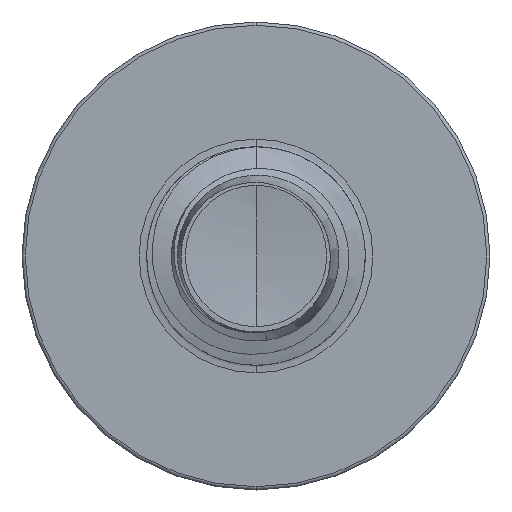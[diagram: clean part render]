
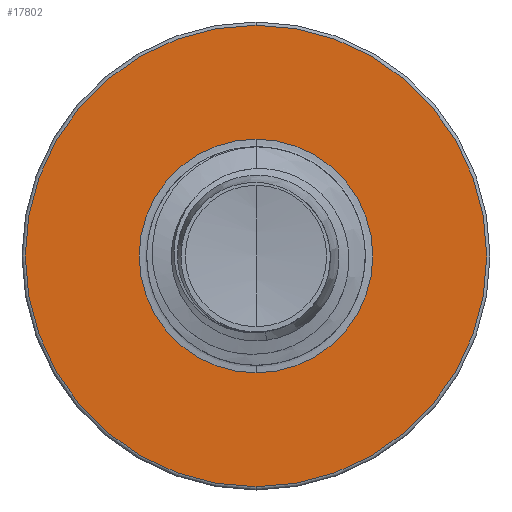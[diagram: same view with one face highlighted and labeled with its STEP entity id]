
A CAD part, front view. The second image highlights one B-rep face of the part: STEP entity #17802.
In plain terms, the highlighted planar face has unit normal (0, -1, 0).
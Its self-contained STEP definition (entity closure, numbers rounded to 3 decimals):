
#396 = CIRCLE ( 'NONE', #17328, 1.872 ) ;
#795 = AXIS2_PLACEMENT_3D ( 'NONE', #2450, #2422, #2416 ) ;
#2298 = CARTESIAN_POINT ( 'NONE',  ( 0., 10., -1.872 ) ) ;
#2325 = VERTEX_POINT ( 'NONE', #5728 ) ;
#2416 = DIRECTION ( 'NONE',  ( 0., 0., 1. ) ) ;
#2422 = DIRECTION ( 'NONE',  ( 0., 1., 0. ) ) ;
#2450 = CARTESIAN_POINT ( 'NONE',  ( 0., 10., 0. ) ) ;
#3158 = DIRECTION ( 'NONE',  ( 0., 0., 1. ) ) ;
#3161 = DIRECTION ( 'NONE',  ( 0., 1., 0. ) ) ;
#3191 = CARTESIAN_POINT ( 'NONE',  ( 0., 10., 0. ) ) ;
#4508 = DIRECTION ( 'NONE',  ( 0., 1., 0. ) ) ;
#4591 = DIRECTION ( 'NONE',  ( 0., 0., 1. ) ) ;
#4596 = DIRECTION ( 'NONE',  ( 0., 1., 0. ) ) ;
#4626 = CARTESIAN_POINT ( 'NONE',  ( 0., 10., 0. ) ) ;
#4926 = VERTEX_POINT ( 'NONE', #9089 ) ;
#5353 = AXIS2_PLACEMENT_3D ( 'NONE', #2298, #4508, #16866 ) ;
#5728 = CARTESIAN_POINT ( 'NONE',  ( 0., 10., 1.872 ) ) ;
#8493 = AXIS2_PLACEMENT_3D ( 'NONE', #10988, #10984, #10961 ) ;
#9089 = CARTESIAN_POINT ( 'NONE',  ( 0., 10., -3.697 ) ) ;
#9923 = CARTESIAN_POINT ( 'NONE',  ( 0., 10., -1.872 ) ) ;
#10961 = DIRECTION ( 'NONE',  ( 0., 0., 1. ) ) ;
#10984 = DIRECTION ( 'NONE',  ( 0., 1., 0. ) ) ;
#10988 = CARTESIAN_POINT ( 'NONE',  ( 0., 10., 0. ) ) ;
#11105 = EDGE_CURVE ( 'NONE', #17108, #4926, #13388, .T. ) ;
#11558 = VERTEX_POINT ( 'NONE', #9923 ) ;
#12166 = EDGE_CURVE ( 'NONE', #4926, #17108, #12356, .T. ) ;
#12356 = CIRCLE ( 'NONE', #795, 3.698 ) ;
#13388 = CIRCLE ( 'NONE', #8493, 3.698 ) ;
#14108 = ORIENTED_EDGE ( 'NONE', *, *, #11105, .F. ) ;
#14157 = PLANE ( 'NONE',  #5353 ) ;
#14375 = EDGE_CURVE ( 'NONE', #2325, #11558, #15202, .T. ) ;
#14627 = ORIENTED_EDGE ( 'NONE', *, *, #12166, .F. ) ;
#14726 = EDGE_CURVE ( 'NONE', #11558, #2325, #396, .T. ) ;
#14785 = FACE_BOUND ( 'NONE', #17479, .T. ) ;
#15202 = CIRCLE ( 'NONE', #15653, 1.872 ) ;
#15653 = AXIS2_PLACEMENT_3D ( 'NONE', #4626, #4596, #4591 ) ;
#16489 = ORIENTED_EDGE ( 'NONE', *, *, #14375, .T. ) ;
#16770 = EDGE_LOOP ( 'NONE', ( #14108, #14627 ) ) ;
#16866 = DIRECTION ( 'NONE',  ( 0., 0., 1. ) ) ;
#17108 = VERTEX_POINT ( 'NONE', #18029 ) ;
#17328 = AXIS2_PLACEMENT_3D ( 'NONE', #3191, #3161, #3158 ) ;
#17479 = EDGE_LOOP ( 'NONE', ( #16489, #18493 ) ) ;
#17802 = ADVANCED_FACE ( 'NONE', ( #20018, #14785 ), #14157, .F. ) ;
#18029 = CARTESIAN_POINT ( 'NONE',  ( 0., 10., 3.698 ) ) ;
#18493 = ORIENTED_EDGE ( 'NONE', *, *, #14726, .T. ) ;
#20018 = FACE_OUTER_BOUND ( 'NONE', #16770, .T. ) ;
